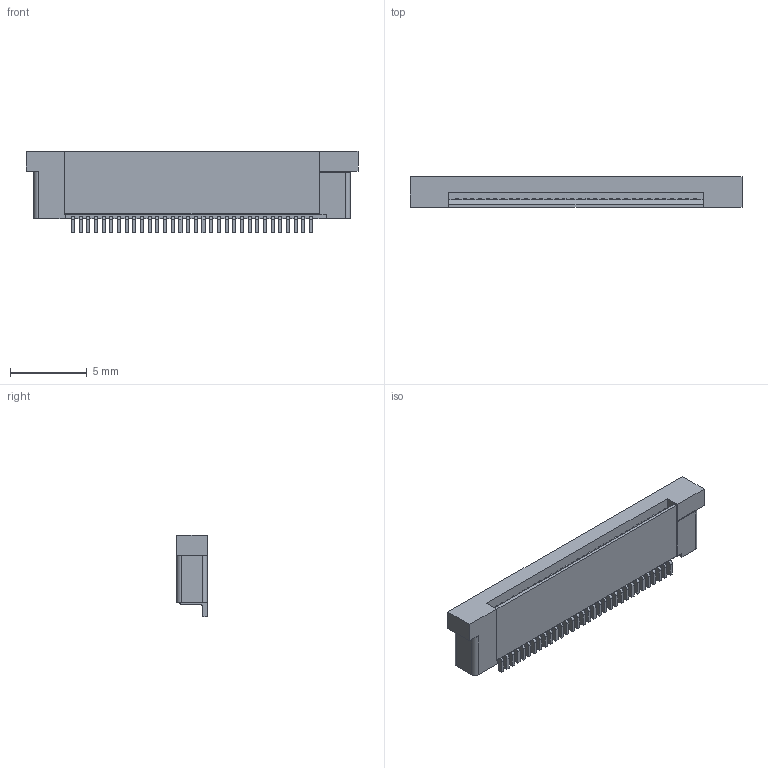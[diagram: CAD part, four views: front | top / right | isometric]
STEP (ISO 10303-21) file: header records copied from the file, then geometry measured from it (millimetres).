
FILE_DESCRIPTION(('STEP AP242'),'1');
FILE_NAME('x05b20l32t.stp','2023-02-10T05:37:20',('TraceParts'),('TraceParts S.A.'),'Spatial InterOp 3D',' ',' ');
FILE_SCHEMA(('AP242_MANAGED_MODEL_BASED_3D_ENGINEERING_MIM_LF {1 0 10303 442 1 1 4}'));
Length unit declared in the file: millimetre
Products named in the file (1): x05b20l32t
Bounding box: 21.6 x 2 x 5.3 mm (x, y, z)
Volume: 173.4 mm3; surface area: 438.5 mm2
Topology: 1 solids, 1 shells, 1056 faces, 2971 edges, 1937 vertices
Faces by surface type: plane 918, cylinder 138
Entity records: 33458 total; most frequent: CARTESIAN_POINT 5965, ORIENTED_EDGE 5942, DIRECTION 5361, EDGE_CURVE 2971, LINE 2695, VECTOR 2695, VERTEX_POINT 1937, AXIS2_PLACEMENT_3D 1333
